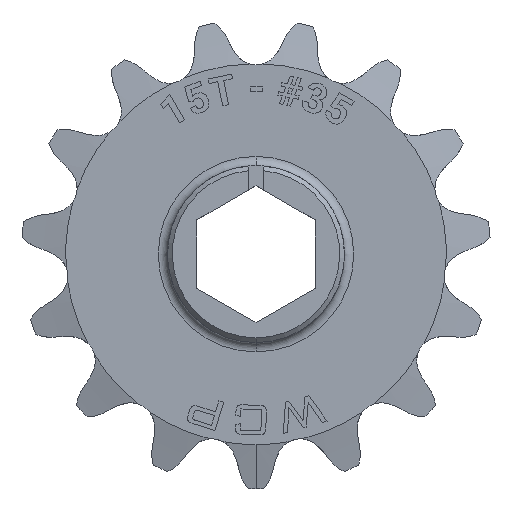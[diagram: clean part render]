
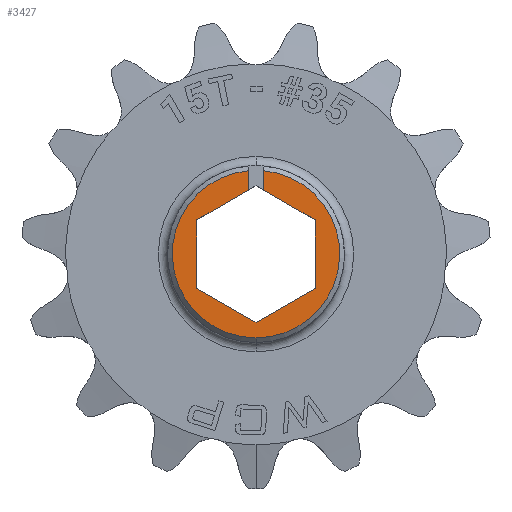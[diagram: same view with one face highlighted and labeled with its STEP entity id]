
A CAD part, top view. The second image highlights one B-rep face of the part: STEP entity #3427.
In plain terms, the highlighted planar face has unit normal (0, 0, 1).
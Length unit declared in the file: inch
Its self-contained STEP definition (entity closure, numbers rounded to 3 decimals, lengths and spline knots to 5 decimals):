
#18 = VERTEX_POINT ( 'NONE', #12189 ) ;
#98 = VERTEX_POINT ( 'NONE', #1001 ) ;
#182 = ORIENTED_EDGE ( 'NONE', *, *, #10332, .F. ) ;
#254 = CARTESIAN_POINT ( 'NONE',  ( -0.251, -0.14491, 0.26563 ) ) ;
#378 = CARTESIAN_POINT ( 'NONE',  ( 0., 0., 0.26563 ) ) ;
#443 = VECTOR ( 'NONE', #1853, 39.37008 ) ;
#482 = EDGE_CURVE ( 'NONE', #7298, #2492, #9308, .T. ) ;
#549 = CARTESIAN_POINT ( 'NONE',  ( -0.1255, -0.21737, 0.26563 ) ) ;
#621 = CARTESIAN_POINT ( 'NONE',  ( 0., -0.355, 0.26563 ) ) ;
#702 = LINE ( 'NONE', #11897, #5577 ) ;
#882 = CARTESIAN_POINT ( 'NONE',  ( 0., 0., 0.26563 ) ) ;
#974 = CARTESIAN_POINT ( 'NONE',  ( -0.1255, 0.21737, 0.26563 ) ) ;
#1001 = CARTESIAN_POINT ( 'NONE',  ( -0.251, 0.14491, 0.26563 ) ) ;
#1064 = VECTOR ( 'NONE', #8511, 39.37008 ) ;
#1439 = DIRECTION ( 'NONE',  ( 0., 0., 1. ) ) ;
#1555 = LINE ( 'NONE', #549, #1064 ) ;
#1618 = ORIENTED_EDGE ( 'NONE', *, *, #13201, .F. ) ;
#1853 = DIRECTION ( 'NONE',  ( 0., 1., 0. ) ) ;
#2182 = FACE_OUTER_BOUND ( 'NONE', #9217, .T. ) ;
#2226 = VECTOR ( 'NONE', #7783, 39.37008 ) ;
#2492 = VERTEX_POINT ( 'NONE', #621 ) ;
#2633 = DIRECTION ( 'NONE',  ( -0.866, 0.5, 0. ) ) ;
#2716 = DIRECTION ( 'NONE',  ( 0., -1., 0. ) ) ;
#3093 = DIRECTION ( 'NONE',  ( 0., -1., 0. ) ) ;
#3096 = CIRCLE ( 'NONE', #12938, 0.355 ) ;
#3113 = CARTESIAN_POINT ( 'NONE',  ( -0.03125, 0.27179, 0.26563 ) ) ;
#3187 = VECTOR ( 'NONE', #3093, 39.37008 ) ;
#3374 = EDGE_CURVE ( 'NONE', #6845, #98, #11426, .T. ) ;
#3427 = ADVANCED_FACE ( 'NONE', ( #2182 ), #6267, .T. ) ;
#3509 = LINE ( 'NONE', #6772, #11586 ) ;
#3513 = LINE ( 'NONE', #4702, #2226 ) ;
#3871 = LINE ( 'NONE', #12171, #6278 ) ;
#4132 = CARTESIAN_POINT ( 'NONE',  ( 0.251, 0., 0.26563 ) ) ;
#4274 = ORIENTED_EDGE ( 'NONE', *, *, #7124, .T. ) ;
#4309 = ORIENTED_EDGE ( 'NONE', *, *, #12790, .F. ) ;
#4448 = ORIENTED_EDGE ( 'NONE', *, *, #482, .T. ) ;
#4702 = CARTESIAN_POINT ( 'NONE',  ( 0.1255, -0.21737, 0.26563 ) ) ;
#4761 = VERTEX_POINT ( 'NONE', #10139 ) ;
#4974 = DIRECTION ( 'NONE',  ( 0., 1., 0. ) ) ;
#5266 = CARTESIAN_POINT ( 'NONE',  ( 0., 0., 0.26563 ) ) ;
#5359 = ORIENTED_EDGE ( 'NONE', *, *, #9115, .F. ) ;
#5423 = VERTEX_POINT ( 'NONE', #7616 ) ;
#5496 = CARTESIAN_POINT ( 'NONE',  ( -0.03125, 0.35362, 0.26563 ) ) ;
#5561 = EDGE_CURVE ( 'NONE', #10329, #7099, #3871, .T. ) ;
#5577 = VECTOR ( 'NONE', #2716, 39.37008 ) ;
#6267 = PLANE ( 'NONE',  #11183 ) ;
#6278 = VECTOR ( 'NONE', #13049, 39.37008 ) ;
#6312 = ORIENTED_EDGE ( 'NONE', *, *, #12473, .F. ) ;
#6333 = DIRECTION ( 'NONE',  ( -0.866, -0.5, 0. ) ) ;
#6529 = DIRECTION ( 'NONE',  ( 0., 1., 0. ) ) ;
#6772 = CARTESIAN_POINT ( 'NONE',  ( 0.1255, 0.21737, 0.26563 ) ) ;
#6845 = VERTEX_POINT ( 'NONE', #3113 ) ;
#6897 = EDGE_CURVE ( 'NONE', #18, #5423, #3513, .T. ) ;
#7099 = VERTEX_POINT ( 'NONE', #7843 ) ;
#7124 = EDGE_CURVE ( 'NONE', #2492, #7099, #3096, .T. ) ;
#7298 = VERTEX_POINT ( 'NONE', #5496 ) ;
#7421 = CARTESIAN_POINT ( 'NONE',  ( 0.03125, 0.27179, 0.26563 ) ) ;
#7616 = CARTESIAN_POINT ( 'NONE',  ( 0.251, -0.14491, 0.26563 ) ) ;
#7783 = DIRECTION ( 'NONE',  ( 0.866, 0.5, 0. ) ) ;
#7843 = CARTESIAN_POINT ( 'NONE',  ( 0.03125, 0.35362, 0.26563 ) ) ;
#8434 = LINE ( 'NONE', #10517, #3187 ) ;
#8479 = ORIENTED_EDGE ( 'NONE', *, *, #5561, .F. ) ;
#8511 = DIRECTION ( 'NONE',  ( 0.866, -0.5, 0. ) ) ;
#9115 = EDGE_CURVE ( 'NONE', #12296, #18, #1555, .T. ) ;
#9121 = DIRECTION ( 'NONE',  ( 0., 0., 1. ) ) ;
#9217 = EDGE_LOOP ( 'NONE', ( #8479, #1618, #6312, #9224, #5359, #4309, #12351, #182, #4448, #4274 ) ) ;
#9224 = ORIENTED_EDGE ( 'NONE', *, *, #6897, .F. ) ;
#9308 = CIRCLE ( 'NONE', #11032, 0.355 ) ;
#9617 = DIRECTION ( 'NONE',  ( 0., 1., 0. ) ) ;
#10139 = CARTESIAN_POINT ( 'NONE',  ( 0.251, 0.14491, 0.26563 ) ) ;
#10329 = VERTEX_POINT ( 'NONE', #7421 ) ;
#10332 = EDGE_CURVE ( 'NONE', #7298, #6845, #8434, .T. ) ;
#10517 = CARTESIAN_POINT ( 'NONE',  ( -0.03125, 0.14929, 0.26563 ) ) ;
#10693 = DIRECTION ( 'NONE',  ( 0., 0., 1. ) ) ;
#11032 = AXIS2_PLACEMENT_3D ( 'NONE', #378, #10693, #9617 ) ;
#11183 = AXIS2_PLACEMENT_3D ( 'NONE', #5266, #1439, #6529 ) ;
#11237 = LINE ( 'NONE', #4132, #443 ) ;
#11426 = LINE ( 'NONE', #974, #12028 ) ;
#11586 = VECTOR ( 'NONE', #2633, 39.37008 ) ;
#11897 = CARTESIAN_POINT ( 'NONE',  ( -0.251, 0., 0.26563 ) ) ;
#12028 = VECTOR ( 'NONE', #6333, 39.37008 ) ;
#12171 = CARTESIAN_POINT ( 'NONE',  ( 0.03125, 0.14929, 0.26563 ) ) ;
#12189 = CARTESIAN_POINT ( 'NONE',  ( 0., -0.28983, 0.26563 ) ) ;
#12296 = VERTEX_POINT ( 'NONE', #254 ) ;
#12351 = ORIENTED_EDGE ( 'NONE', *, *, #3374, .F. ) ;
#12473 = EDGE_CURVE ( 'NONE', #5423, #4761, #11237, .T. ) ;
#12790 = EDGE_CURVE ( 'NONE', #98, #12296, #702, .T. ) ;
#12938 = AXIS2_PLACEMENT_3D ( 'NONE', #882, #9121, #4974 ) ;
#13049 = DIRECTION ( 'NONE',  ( 0., 1., 0. ) ) ;
#13201 = EDGE_CURVE ( 'NONE', #4761, #10329, #3509, .T. ) ;
